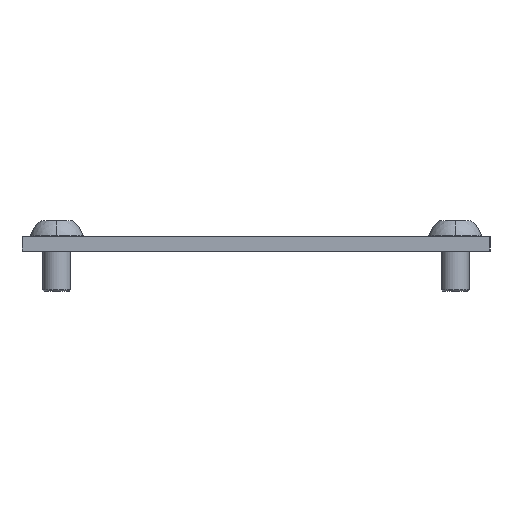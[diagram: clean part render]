
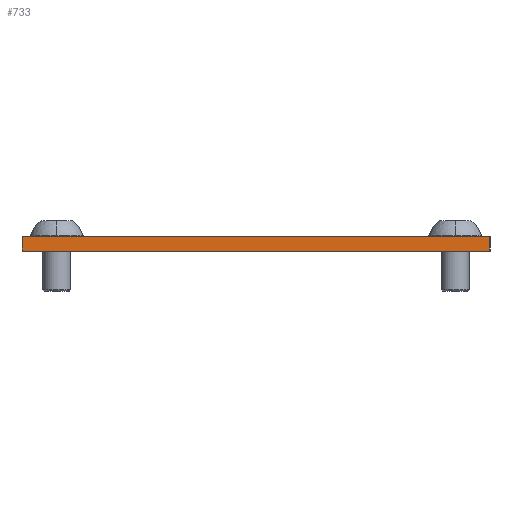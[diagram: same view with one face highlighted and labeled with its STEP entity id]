
A CAD part, left-side view. The second image highlights one B-rep face of the part: STEP entity #733.
In plain terms, the highlighted planar face has unit normal (-1, 0, 0).
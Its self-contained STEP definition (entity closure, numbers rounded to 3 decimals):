
#677 = VERTEX_POINT('',#678);
#678 = CARTESIAN_POINT('',(0.,0.,1.6));
#684 = EDGE_CURVE('',#685,#677,#687,.T.);
#685 = VERTEX_POINT('',#686);
#686 = CARTESIAN_POINT('',(0.,-0.,0.));
#687 = LINE('',#688,#689);
#688 = CARTESIAN_POINT('',(0.,-0.,0.));
#689 = VECTOR('',#690,1.);
#690 = DIRECTION('',(0.,0.,1.));
#733 = ADVANCED_FACE('',(#734),#759,.T.);
#734 = FACE_BOUND('',#735,.T.);
#735 = EDGE_LOOP('',(#736,#737,#745,#753));
#736 = ORIENTED_EDGE('',*,*,#684,.T.);
#737 = ORIENTED_EDGE('',*,*,#738,.T.);
#738 = EDGE_CURVE('',#677,#739,#741,.T.);
#739 = VERTEX_POINT('',#740);
#740 = CARTESIAN_POINT('',(0.,50.5,1.6));
#741 = LINE('',#742,#743);
#742 = CARTESIAN_POINT('',(0.,0.,1.6));
#743 = VECTOR('',#744,1.);
#744 = DIRECTION('',(0.,1.,0.));
#745 = ORIENTED_EDGE('',*,*,#746,.F.);
#746 = EDGE_CURVE('',#747,#739,#749,.T.);
#747 = VERTEX_POINT('',#748);
#748 = CARTESIAN_POINT('',(0.,50.5,0.));
#749 = LINE('',#750,#751);
#750 = CARTESIAN_POINT('',(0.,50.5,0.));
#751 = VECTOR('',#752,1.);
#752 = DIRECTION('',(0.,0.,1.));
#753 = ORIENTED_EDGE('',*,*,#754,.F.);
#754 = EDGE_CURVE('',#685,#747,#755,.T.);
#755 = LINE('',#756,#757);
#756 = CARTESIAN_POINT('',(0.,-0.,0.));
#757 = VECTOR('',#758,1.);
#758 = DIRECTION('',(0.,1.,0.));
#759 = PLANE('',#760);
#760 = AXIS2_PLACEMENT_3D('',#761,#762,#763);
#761 = CARTESIAN_POINT('',(0.,0.,0.));
#762 = DIRECTION('',(-1.,0.,0.));
#763 = DIRECTION('',(0.,1.,0.));
